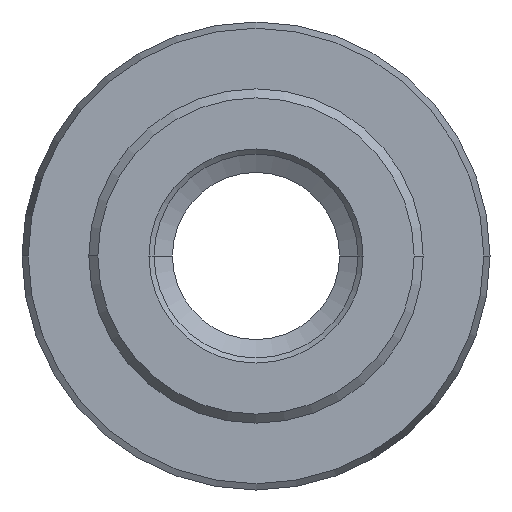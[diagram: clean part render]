
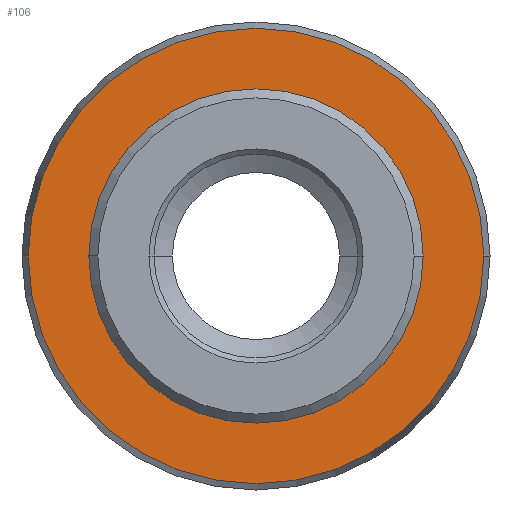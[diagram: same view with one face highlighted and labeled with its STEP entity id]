
A CAD part, front view. The second image highlights one B-rep face of the part: STEP entity #106.
In plain terms, the highlighted planar face has unit normal (0, -1, 0).
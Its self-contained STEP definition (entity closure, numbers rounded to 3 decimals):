
#106=ADVANCED_FACE('',(#215,#216),#217,.T.);
#215=FACE_OUTER_BOUND('',#330,.T.);
#216=FACE_BOUND('',#331,.T.);
#217=PLANE('',#332);
#330=EDGE_LOOP('',(#555,#556));
#331=EDGE_LOOP('',(#557,#558));
#332=AXIS2_PLACEMENT_3D('',#559,#560,#561);
#555=ORIENTED_EDGE('',*,*,#722,.T.);
#556=ORIENTED_EDGE('',*,*,#659,.T.);
#557=ORIENTED_EDGE('',*,*,#651,.T.);
#558=ORIENTED_EDGE('',*,*,#723,.T.);
#559=CARTESIAN_POINT('',(0.0,54.0,0.0));
#560=DIRECTION('',(0.0,-1.0,0.0));
#561=DIRECTION('',(-1.0,0.0,0.0));
#651=EDGE_CURVE('',#757,#761,#763,.T.);
#659=EDGE_CURVE('',#776,#774,#777,.T.);
#722=EDGE_CURVE('',#774,#776,#864,.T.);
#723=EDGE_CURVE('',#761,#757,#865,.T.);
#757=VERTEX_POINT('',#903);
#761=VERTEX_POINT('',#908);
#763=CIRCLE('',#911,9.459);
#774=VERTEX_POINT('',#924);
#776=VERTEX_POINT('',#927);
#777=CIRCLE('',#928,13.625);
#864=CIRCLE('',#1036,13.625);
#865=CIRCLE('',#1037,9.459);
#903=CARTESIAN_POINT('',(9.459,54.0,0.0));
#908=CARTESIAN_POINT('',(-9.459,54.0,0.));
#911=AXIS2_PLACEMENT_3D('',#1072,#1073,#1074);
#924=CARTESIAN_POINT('',(13.625,54.0,0.0));
#927=CARTESIAN_POINT('',(-13.625,54.0,0.));
#928=AXIS2_PLACEMENT_3D('',#1084,#1085,#1086);
#1036=AXIS2_PLACEMENT_3D('',#1171,#1172,#1173);
#1037=AXIS2_PLACEMENT_3D('',#1174,#1175,#1176);
#1072=CARTESIAN_POINT('',(0.0,54.0,0.0));
#1073=DIRECTION('',(-0.0,1.0,0.0));
#1074=DIRECTION('',(1.0,0.0,0.0));
#1084=CARTESIAN_POINT('',(0.,54.0,0.0));
#1085=DIRECTION('',(0.0,-1.0,0.0));
#1086=DIRECTION('',(1.0,0.0,0.0));
#1171=CARTESIAN_POINT('',(0.,54.0,0.0));
#1172=DIRECTION('',(0.0,-1.0,0.0));
#1173=DIRECTION('',(1.0,0.0,0.0));
#1174=CARTESIAN_POINT('',(0.0,54.0,0.0));
#1175=DIRECTION('',(-0.0,1.0,0.0));
#1176=DIRECTION('',(1.0,0.0,0.0));
